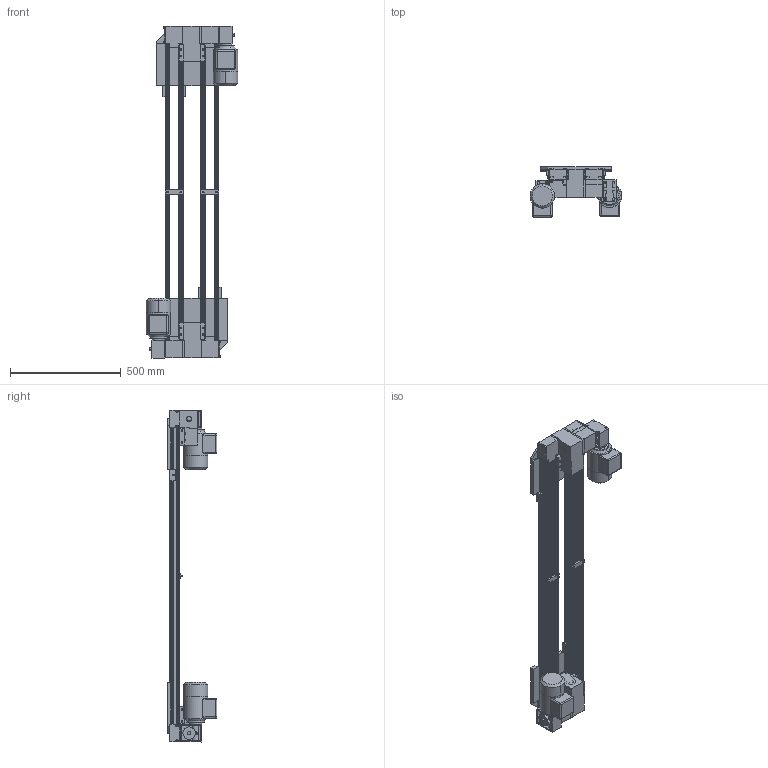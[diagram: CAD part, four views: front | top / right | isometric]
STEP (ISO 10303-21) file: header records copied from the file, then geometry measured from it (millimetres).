
FILE_DESCRIPTION(('STEP AP214'),'1');
FILE_NAME('Hippodrome 1500.stp','2025-07-31T09:15:46',(' '),(' '),'Spatial InterOp 3D',' ',' ');
FILE_SCHEMA(('AUTOMOTIVE_DESIGN { 1 0 10303 214 1 1 1 1 }'));
Length unit declared in the file: millimetre
Products named in the file (19): 110_05_100_elcom; FHC 5x12; 110 06 005; Hippodrome 1500; 110_34_000_elcom; 110 34 000_4; 110 34 000_3; 110 34 000_2; 110 34 000_1; 110_05_000_10-1500-Hor-L_elcom; Spacer_110_05_000_10-XXXX-S-Hor-L_elcom_110_05_000_10-XXXX-S-Hor-L_elcom; Motor_110_05_000_10-XXXX-S-Hor-L_elcom_110_05_000_10-XXXX-S-Hor-L_elcom; Belt_110_05_000_10-XXXX-S-Hor-L_elcom_110_05_000_10-XXXX-S-Hor-L_elcom; Glide_Profile_110_05_000_10-XXXX-S-Hor-L_elcom_110_05_000_10-XXXX-S-Hor-L_elcom; Profile_110_05_000_10-XXXX-S-Hor-L_elcom_110_05_000_10-XXXX-S-Hor-L_elcom; End_Unit_110_05_000_10-XXXX-S-Hor-L_elcom_110_05_000_10-XXXX-S-Hor-L_elcom; Drive_Unit_110_05_000_10-XXXX-S-Hor-L_elcom_110_05_000_10-XXXX-S-Hor-L_elcom
Assembly tree (30 placements, depth 4):
  Hippodrome 1500
    110_05_100_elcom  x4
      FHC 5x12
      110 06 005
    110_34_000_elcom  x2
      110 34 000_4
      110 34 000_3
      110 34 000_2
      110 34 000_1
        110 34 000_1
        110 34 000_1
    110_05_000_10-1500-Hor-L_elcom  x2
      Spacer_110_05_000_10-XXXX-S-Hor-L_elcom_110_05_000_10-XXXX-S-Hor-L_elcom
      Motor_110_05_000_10-XXXX-S-Hor-L_elcom_110_05_000_10-XXXX-S-Hor-L_elcom
      Belt_110_05_000_10-XXXX-S-Hor-L_elcom_110_05_000_10-XXXX-S-Hor-L_elcom
      Glide_Profile_110_05_000_10-XXXX-S-Hor-L_elcom_110_05_000_10-XXXX-S-Hor-L_elcom
      Profile_110_05_000_10-XXXX-S-Hor-L_elcom_110_05_000_10-XXXX-S-Hor-L_elcom
      End_Unit_110_05_000_10-XXXX-S-Hor-L_elcom_110_05_000_10-XXXX-S-Hor-L_elcom
      Drive_Unit_110_05_000_10-XXXX-S-Hor-L_elcom_110_05_000_10-XXXX-S-Hor-L_elcom
Bounding box: 414 x 224 x 1500 mm (x, y, z)
Volume: 13860043.6 mm3; surface area: 3539202.1 mm2
Topology: 54 solids, 62 shells, 3350 faces, 8688 edges, 5576 vertices
Faces by surface type: plane 1544, cylinder 1402, cone 316, torus 48, bspline 32, sphere 8
Entity records: 55848 total; most frequent: CARTESIAN_POINT 9660, DIRECTION 7174, ORIENTED_EDGE 6868, EDGE_CURVE 3434, AXIS2_PLACEMENT_3D 2577, VERTEX_POINT 2235, LINE 2020, VECTOR 2020
